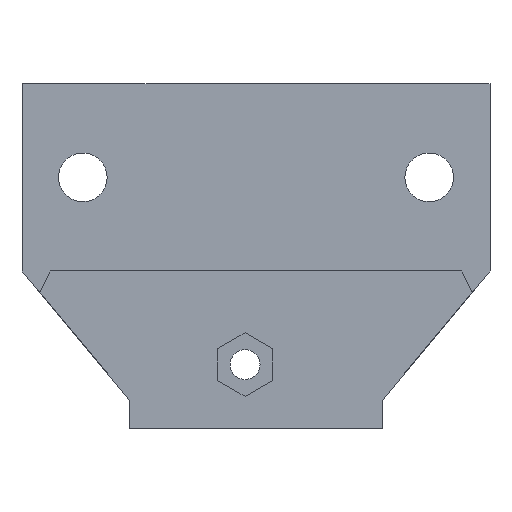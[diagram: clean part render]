
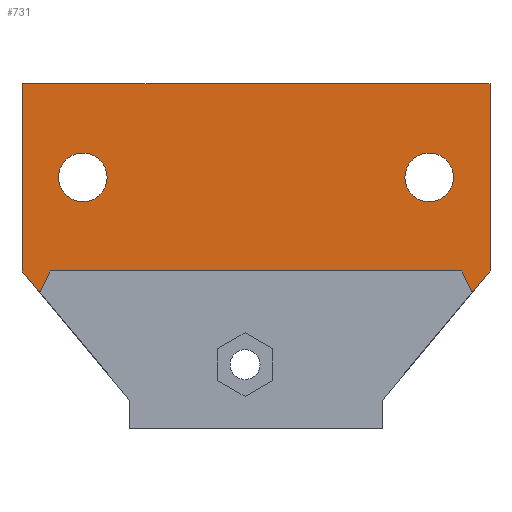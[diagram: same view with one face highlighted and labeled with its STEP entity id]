
A CAD part, front view. The second image highlights one B-rep face of the part: STEP entity #731.
In plain terms, the highlighted planar face has unit normal (0, -1, 0).
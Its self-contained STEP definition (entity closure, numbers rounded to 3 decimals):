
#20=FACE_BOUND('',#122,.T.);
#21=FACE_BOUND('',#123,.T.);
#43=PLANE('',#793);
#78=FACE_OUTER_BOUND('',#121,.T.);
#121=EDGE_LOOP('',(#601,#602,#603,#604,#605,#606,#607,#608));
#122=EDGE_LOOP('',(#609));
#123=EDGE_LOOP('',(#610));
#190=LINE('',#1113,#278);
#194=LINE('',#1120,#282);
#200=LINE('',#1137,#288);
#204=LINE('',#1144,#292);
#207=LINE('',#1153,#295);
#208=LINE('',#1154,#296);
#209=LINE('',#1155,#297);
#210=LINE('',#1156,#298);
#278=VECTOR('',#900,10.);
#282=VECTOR('',#906,10.);
#288=VECTOR('',#922,10.);
#292=VECTOR('',#928,10.);
#295=VECTOR('',#937,10.);
#296=VECTOR('',#938,10.);
#297=VECTOR('',#939,10.);
#298=VECTOR('',#940,10.);
#330=CIRCLE('',#786,2.6);
#332=CIRCLE('',#792,2.6);
#376=VERTEX_POINT('',#1111);
#377=VERTEX_POINT('',#1112);
#379=VERTEX_POINT('',#1118);
#380=VERTEX_POINT('',#1123);
#384=VERTEX_POINT('',#1135);
#385=VERTEX_POINT('',#1136);
#387=VERTEX_POINT('',#1143);
#388=VERTEX_POINT('',#1147);
#389=VERTEX_POINT('',#1151);
#390=VERTEX_POINT('',#1152);
#453=EDGE_CURVE('',#376,#377,#190,.T.);
#457=EDGE_CURVE('',#379,#377,#194,.T.);
#460=EDGE_CURVE('',#380,#380,#330,.T.);
#465=EDGE_CURVE('',#384,#385,#200,.T.);
#469=EDGE_CURVE('',#384,#387,#204,.T.);
#472=EDGE_CURVE('',#388,#388,#332,.T.);
#473=EDGE_CURVE('',#389,#390,#207,.T.);
#474=EDGE_CURVE('',#385,#389,#208,.T.);
#475=EDGE_CURVE('',#387,#376,#209,.T.);
#476=EDGE_CURVE('',#379,#390,#210,.F.);
#601=ORIENTED_EDGE('',*,*,#473,.F.);
#602=ORIENTED_EDGE('',*,*,#474,.F.);
#603=ORIENTED_EDGE('',*,*,#465,.F.);
#604=ORIENTED_EDGE('',*,*,#469,.T.);
#605=ORIENTED_EDGE('',*,*,#475,.T.);
#606=ORIENTED_EDGE('',*,*,#453,.T.);
#607=ORIENTED_EDGE('',*,*,#457,.F.);
#608=ORIENTED_EDGE('',*,*,#476,.T.);
#609=ORIENTED_EDGE('',*,*,#460,.T.);
#610=ORIENTED_EDGE('',*,*,#472,.T.);
#731=ADVANCED_FACE('',(#78,#20,#21),#43,.T.);
#786=AXIS2_PLACEMENT_3D('',#1125,#911,#912);
#792=AXIS2_PLACEMENT_3D('',#1149,#933,#934);
#793=AXIS2_PLACEMENT_3D('',#1150,#935,#936);
#900=DIRECTION('',(0.,0.,-1.));
#906=DIRECTION('',(-0.64,0.,0.768));
#911=DIRECTION('center_axis',(0.,1.,0.));
#912=DIRECTION('ref_axis',(0.,0.,1.));
#922=DIRECTION('',(-0.64,0.,-0.768));
#928=DIRECTION('',(0.,0.,1.));
#933=DIRECTION('center_axis',(0.,1.,0.));
#934=DIRECTION('ref_axis',(0.,0.,1.));
#935=DIRECTION('center_axis',(0.,-1.,0.));
#936=DIRECTION('ref_axis',(0.,0.,1.));
#937=DIRECTION('',(-1.,0.,0.));
#938=DIRECTION('',(-0.424,0.,0.906));
#939=DIRECTION('',(-1.,0.,0.));
#940=DIRECTION('',(-0.424,0.,-0.906));
#1111=CARTESIAN_POINT('',(-76.458,-90.004,-163.832));
#1112=CARTESIAN_POINT('',(-76.458,-90.004,-183.832));
#1113=CARTESIAN_POINT('',(-76.458,-90.004,-163.832));
#1118=CARTESIAN_POINT('',(-74.537,-90.004,-186.137));
#1120=CARTESIAN_POINT('',(-75.683,-90.004,-184.762));
#1123=CARTESIAN_POINT('',(-69.958,-90.004,-176.432));
#1125=CARTESIAN_POINT('Origin',(-69.958,-90.004,-173.832));
#1135=CARTESIAN_POINT('',(-26.458,-90.004,-183.832));
#1136=CARTESIAN_POINT('',(-28.379,-90.004,-186.137));
#1137=CARTESIAN_POINT('',(-40.155,-90.004,-200.268));
#1143=CARTESIAN_POINT('',(-26.458,-90.004,-163.832));
#1144=CARTESIAN_POINT('',(-26.458,-90.004,-183.832));
#1147=CARTESIAN_POINT('',(-32.958,-90.004,-176.432));
#1149=CARTESIAN_POINT('Origin',(-32.958,-90.004,-173.832));
#1150=CARTESIAN_POINT('Origin',(-68.958,-90.004,-180.732));
#1151=CARTESIAN_POINT('',(-29.458,-90.004,-183.832));
#1152=CARTESIAN_POINT('',(-73.458,-90.004,-183.832));
#1153=CARTESIAN_POINT('',(-72.708,-90.004,-183.832));
#1154=CARTESIAN_POINT('',(-33.337,-90.004,-175.551));
#1155=CARTESIAN_POINT('',(-26.458,-90.004,-163.832));
#1156=CARTESIAN_POINT('',(-72.728,-90.004,-182.273));
